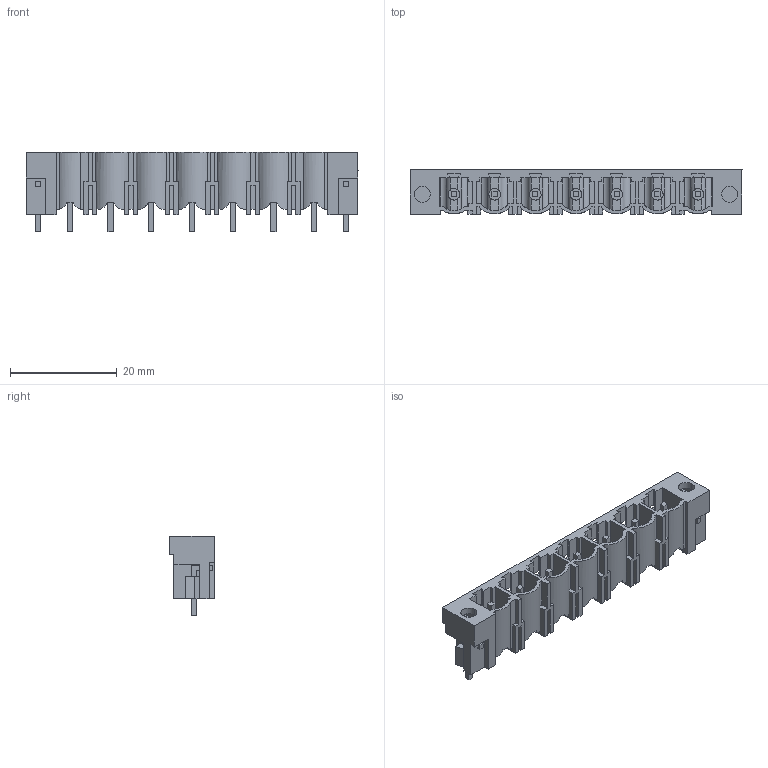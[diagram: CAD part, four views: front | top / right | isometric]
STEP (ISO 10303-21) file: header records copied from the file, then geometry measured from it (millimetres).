
FILE_DESCRIPTION(('CATIA V5 STEP Exchange','CAx-IF Rec.Pracs.--- Model Styling and Organization---1.4--- 2014-01-23'),'2;1');
FILE_NAME ('D1448944_1_1141250000_1141250000.stp','2021-05-21T12:46:08+00:00',('none'),('Weidmueller'),'CATIA Version 5-6 Release 2016 SP3 HF44','CATIA V5 STEP AP214','none');
FILE_SCHEMA(('AUTOMOTIVE_DESIGN { 1 0 10303 214 1 1 1 1 }'));
Length unit declared in the file: millimetre
Products named in the file (1): 1141250000
Bounding box: 62.2 x 8.4 x 14.95 mm (x, y, z)
Volume: 2313.5 mm3; surface area: 5751.8 mm2
Topology: 10 solids, 10 shells, 485 faces, 1385 edges, 911 vertices
Faces by surface type: plane 411, cylinder 74
Entity records: 14842 total; most frequent: CARTESIAN_POINT 2920, ORIENTED_EDGE 2770, DIRECTION 1964, EDGE_CURVE 1385, VECTOR 1181, LINE 1181, VERTEX_POINT 911, EDGE_LOOP 498
